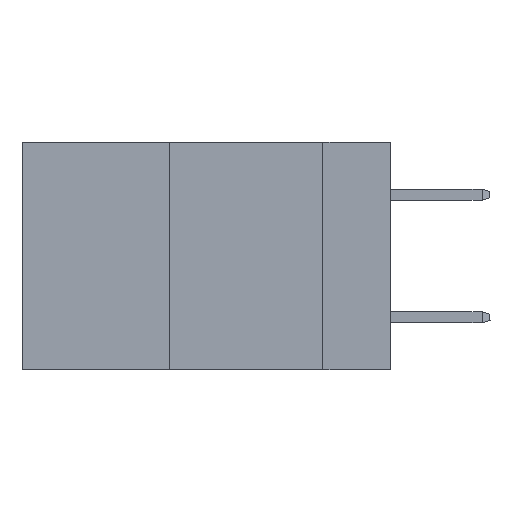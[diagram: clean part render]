
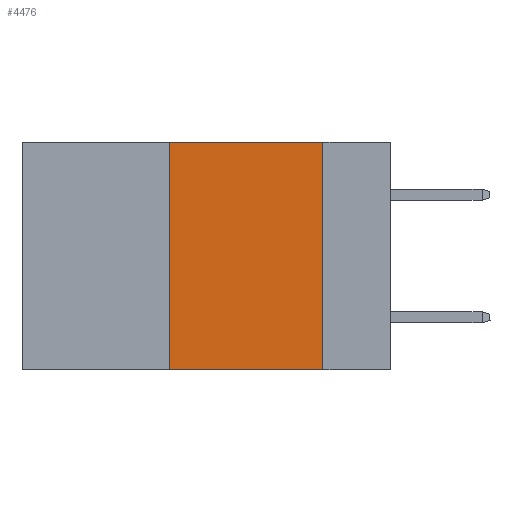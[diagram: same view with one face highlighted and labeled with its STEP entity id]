
A CAD part, left-side view. The second image highlights one B-rep face of the part: STEP entity #4476.
In plain terms, the highlighted planar face has unit normal (-1, 0, 0).
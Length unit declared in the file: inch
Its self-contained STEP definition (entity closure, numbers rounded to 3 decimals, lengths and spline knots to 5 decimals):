
#157 = LINE ( 'NONE', #5506, #2988 ) ;
#358 = CARTESIAN_POINT ( 'NONE',  ( 0., 0.6, 0. ) ) ;
#495 = VERTEX_POINT ( 'NONE', #10546 ) ;
#734 = LINE ( 'NONE', #5101, #7815 ) ;
#1646 = EDGE_CURVE ( 'NONE', #3631, #495, #8190, .T. ) ;
#1814 = EDGE_LOOP ( 'NONE', ( #10605, #7238, #13472, #2673 ) ) ;
#2083 = VECTOR ( 'NONE', #12664, 39.37008 ) ;
#2664 = PLANE ( 'NONE',  #10917 ) ;
#2673 = ORIENTED_EDGE ( 'NONE', *, *, #2822, .T. ) ;
#2744 = CARTESIAN_POINT ( 'NONE',  ( 0., 0.6, 0. ) ) ;
#2822 = EDGE_CURVE ( 'NONE', #12634, #6822, #157, .T. ) ;
#2988 = VECTOR ( 'NONE', #9835, 39.37008 ) ;
#3631 = VERTEX_POINT ( 'NONE', #11105 ) ;
#4034 = EDGE_CURVE ( 'NONE', #495, #6822, #8299, .T. ) ;
#4476 = ADVANCED_FACE ( 'NONE', ( #4791 ), #2664, .F. ) ;
#4791 = FACE_OUTER_BOUND ( 'NONE', #1814, .T. ) ;
#4857 = DIRECTION ( 'NONE',  ( 1., 0., 0. ) ) ;
#5101 = CARTESIAN_POINT ( 'NONE',  ( 0., 0.36, 0. ) ) ;
#5506 = CARTESIAN_POINT ( 'NONE',  ( 0., 0.6, -0.37 ) ) ;
#5880 = CARTESIAN_POINT ( 'NONE',  ( 0., 0.36, -0.37 ) ) ;
#6065 = DIRECTION ( 'NONE',  ( 0., -1., 0. ) ) ;
#6822 = VERTEX_POINT ( 'NONE', #13268 ) ;
#7238 = ORIENTED_EDGE ( 'NONE', *, *, #1646, .F. ) ;
#7815 = VECTOR ( 'NONE', #9419, 39.37008 ) ;
#8190 = LINE ( 'NONE', #2744, #10386 ) ;
#8299 = LINE ( 'NONE', #12859, #2083 ) ;
#8505 = EDGE_CURVE ( 'NONE', #12634, #3631, #734, .T. ) ;
#9419 = DIRECTION ( 'NONE',  ( 0., 0., 1. ) ) ;
#9835 = DIRECTION ( 'NONE',  ( 0., -1., 0. ) ) ;
#10386 = VECTOR ( 'NONE', #6065, 39.37008 ) ;
#10546 = CARTESIAN_POINT ( 'NONE',  ( 0., 0.11, 0. ) ) ;
#10605 = ORIENTED_EDGE ( 'NONE', *, *, #4034, .F. ) ;
#10917 = AXIS2_PLACEMENT_3D ( 'NONE', #358, #4857, #12413 ) ;
#11105 = CARTESIAN_POINT ( 'NONE',  ( 0., 0.36, 0. ) ) ;
#12413 = DIRECTION ( 'NONE',  ( 0., 0., -1. ) ) ;
#12634 = VERTEX_POINT ( 'NONE', #5880 ) ;
#12664 = DIRECTION ( 'NONE',  ( 0., 0., -1. ) ) ;
#12859 = CARTESIAN_POINT ( 'NONE',  ( 0., 0.11, 0. ) ) ;
#13268 = CARTESIAN_POINT ( 'NONE',  ( 0., 0.11, -0.37 ) ) ;
#13472 = ORIENTED_EDGE ( 'NONE', *, *, #8505, .F. ) ;
